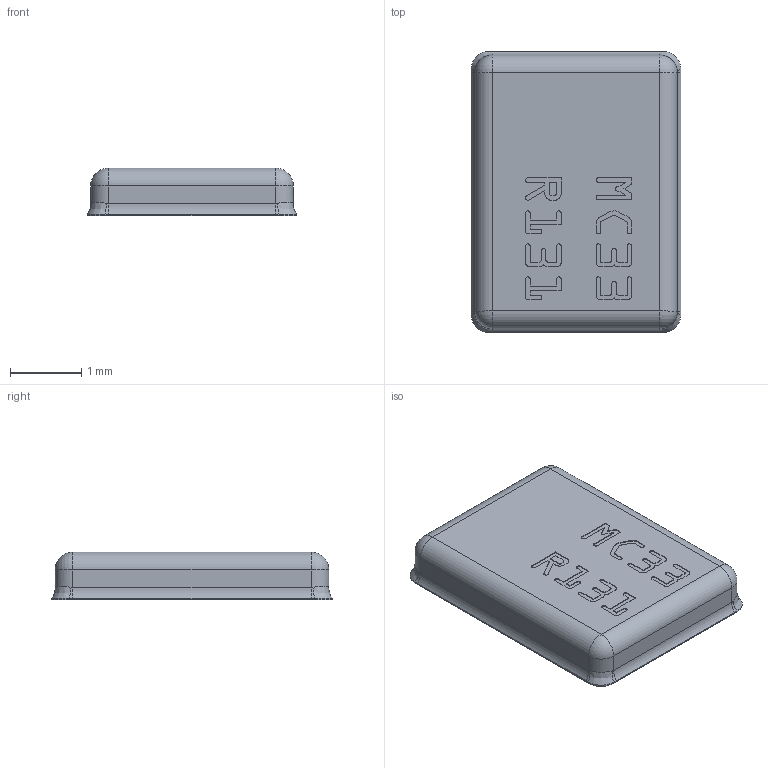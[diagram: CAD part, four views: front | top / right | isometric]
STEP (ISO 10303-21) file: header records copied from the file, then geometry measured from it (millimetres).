
FILE_DESCRIPTION(/* description */ (''),/* implementation_level */ '2;1');
FILE_NAME(/* name */ 'MSM261S4030_cover.stp',/* time_stamp */ '2023-06-12T12:25:08-06:00',/* author */ ('mbunds'),/* organization */ (''),/* preprocessor_version */ 'ST-DEVELOPER v16.1',/* originating_system */ 'Autodesk Inventor 2016',/* authorisation */ '');
FILE_SCHEMA (('AUTOMOTIVE_DESIGN { 1 0 10303 214 3 1 1 }'));
Length unit declared in the file: millimetre
Products named in the file (1): MSM261S4030_cover
Bounding box: 2.95 x 3.95 x 0.67 mm (x, y, z)
Volume: 1.7 mm3; surface area: 36.4 mm2
Topology: 1 solids, 1 shells, 225 faces, 607 edges, 386 vertices
Faces by surface type: plane 104, bspline 89, cylinder 24, sphere 8
Entity records: 9786 total; most frequent: CARTESIAN_POINT 4476, ORIENTED_EDGE 1198, DIRECTION 775, EDGE_CURVE 599, VERTEX_POINT 386, LINE 381, VECTOR 381, EDGE_LOOP 235
